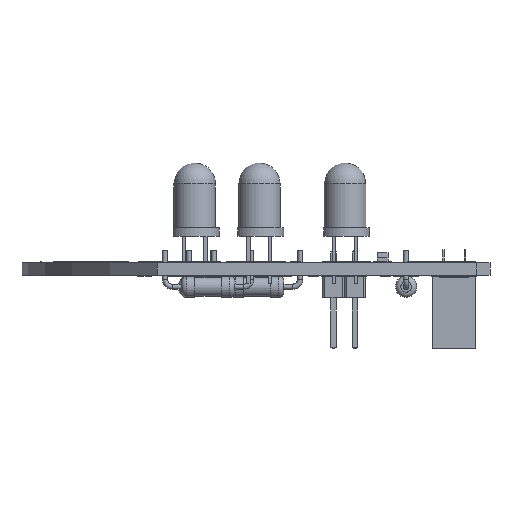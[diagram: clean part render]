
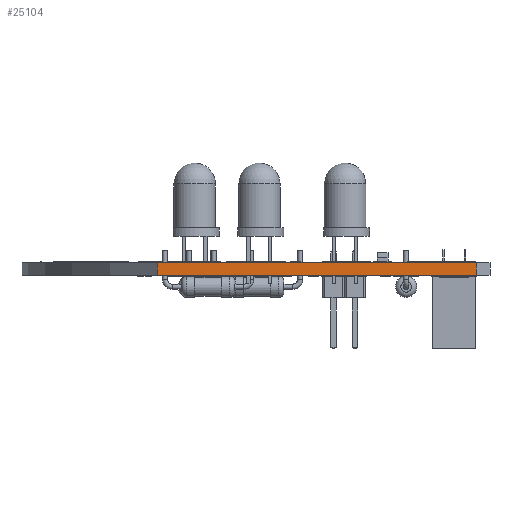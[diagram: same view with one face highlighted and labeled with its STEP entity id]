
A CAD part, left-side view. The second image highlights one B-rep face of the part: STEP entity #25104.
In plain terms, the highlighted planar face has unit normal (-1, 0, 0).
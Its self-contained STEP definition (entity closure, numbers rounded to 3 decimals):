
#25066 = EDGE_CURVE('',#25067,#25069,#25071,.T.);
#25067 = VERTEX_POINT('',#25068);
#25068 = CARTESIAN_POINT('',(25.25,-38.5,0.));
#25069 = VERTEX_POINT('',#25070);
#25070 = CARTESIAN_POINT('',(25.25,-38.5,1.51));
#25071 = LINE('',#25072,#25073);
#25072 = CARTESIAN_POINT('',(25.25,-38.5,0.));
#25073 = VECTOR('',#25074,1.);
#25074 = DIRECTION('',(0.,0.,1.));
#25104 = ADVANCED_FACE('',(#25105),#25130,.T.);
#25105 = FACE_BOUND('',#25106,.T.);
#25106 = EDGE_LOOP('',(#25107,#25117,#25123,#25124));
#25107 = ORIENTED_EDGE('',*,*,#25108,.T.);
#25108 = EDGE_CURVE('',#25109,#25111,#25113,.T.);
#25109 = VERTEX_POINT('',#25110);
#25110 = CARTESIAN_POINT('',(25.25,-76.,0.));
#25111 = VERTEX_POINT('',#25112);
#25112 = CARTESIAN_POINT('',(25.25,-76.,1.51));
#25113 = LINE('',#25114,#25115);
#25114 = CARTESIAN_POINT('',(25.25,-76.,0.));
#25115 = VECTOR('',#25116,1.);
#25116 = DIRECTION('',(0.,0.,1.));
#25117 = ORIENTED_EDGE('',*,*,#25118,.T.);
#25118 = EDGE_CURVE('',#25111,#25069,#25119,.T.);
#25119 = LINE('',#25120,#25121);
#25120 = CARTESIAN_POINT('',(25.25,-76.,1.51));
#25121 = VECTOR('',#25122,1.);
#25122 = DIRECTION('',(0.,1.,0.));
#25123 = ORIENTED_EDGE('',*,*,#25066,.F.);
#25124 = ORIENTED_EDGE('',*,*,#25125,.F.);
#25125 = EDGE_CURVE('',#25109,#25067,#25126,.T.);
#25126 = LINE('',#25127,#25128);
#25127 = CARTESIAN_POINT('',(25.25,-76.,0.));
#25128 = VECTOR('',#25129,1.);
#25129 = DIRECTION('',(0.,1.,0.));
#25130 = PLANE('',#25131);
#25131 = AXIS2_PLACEMENT_3D('',#25132,#25133,#25134);
#25132 = CARTESIAN_POINT('',(25.25,-76.,0.));
#25133 = DIRECTION('',(-1.,0.,0.));
#25134 = DIRECTION('',(0.,1.,0.));
